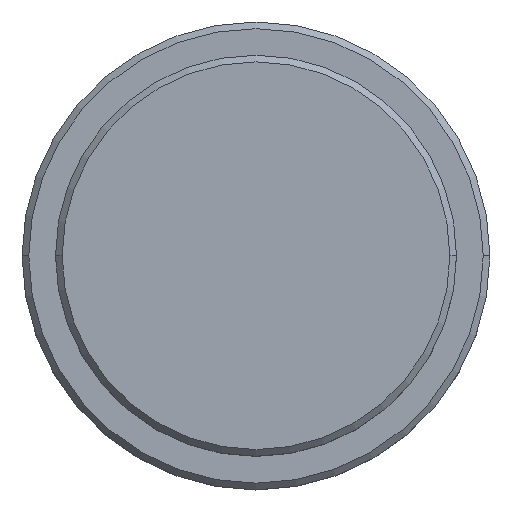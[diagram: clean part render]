
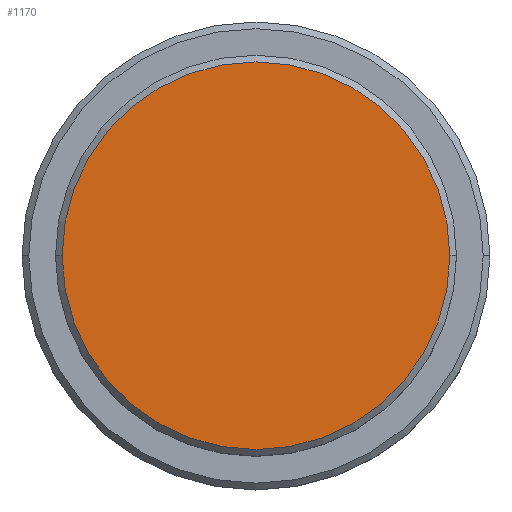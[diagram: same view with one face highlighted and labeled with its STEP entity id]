
A CAD part, top view. The second image highlights one B-rep face of the part: STEP entity #1170.
In plain terms, the highlighted planar face has unit normal (0, 0, 1).
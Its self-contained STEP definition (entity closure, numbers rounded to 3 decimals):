
#62 = AXIS2_PLACEMENT_3D ( 'NONE', #1060, #806, #1039 ) ;
#137 = CARTESIAN_POINT ( 'NONE',  ( 0., 0., 0. ) ) ;
#158 = DIRECTION ( 'NONE',  ( 0., 0., 1. ) ) ;
#330 = VERTEX_POINT ( 'NONE', #977 ) ;
#368 = AXIS2_PLACEMENT_3D ( 'NONE', #944, #158, #927 ) ;
#390 = CIRCLE ( 'NONE', #368, 14.5 ) ;
#416 = AXIS2_PLACEMENT_3D ( 'NONE', #137, #445, #1214 ) ;
#445 = DIRECTION ( 'NONE',  ( 0., 0., 1. ) ) ;
#508 = CIRCLE ( 'NONE', #62, 14.5 ) ;
#513 = ORIENTED_EDGE ( 'NONE', *, *, #873, .T. ) ;
#762 = VERTEX_POINT ( 'NONE', #1017 ) ;
#769 = PLANE ( 'NONE',  #416 ) ;
#780 = FACE_OUTER_BOUND ( 'NONE', #1095, .T. ) ;
#806 = DIRECTION ( 'NONE',  ( 0., 0., 1. ) ) ;
#842 = EDGE_CURVE ( 'NONE', #330, #762, #390, .T. ) ;
#873 = EDGE_CURVE ( 'NONE', #762, #330, #508, .T. ) ;
#927 = DIRECTION ( 'NONE',  ( 1., 0., 0. ) ) ;
#944 = CARTESIAN_POINT ( 'NONE',  ( 0., 0., 0. ) ) ;
#977 = CARTESIAN_POINT ( 'NONE',  ( -14.5, 0., 0. ) ) ;
#1017 = CARTESIAN_POINT ( 'NONE',  ( 14.5, 0., 0. ) ) ;
#1039 = DIRECTION ( 'NONE',  ( 1., 0., 0. ) ) ;
#1060 = CARTESIAN_POINT ( 'NONE',  ( 0., 0., 0. ) ) ;
#1095 = EDGE_LOOP ( 'NONE', ( #1131, #513 ) ) ;
#1131 = ORIENTED_EDGE ( 'NONE', *, *, #842, .T. ) ;
#1170 = ADVANCED_FACE ( 'NONE', ( #780 ), #769, .T. ) ;
#1214 = DIRECTION ( 'NONE',  ( 1., 0., 0. ) ) ;
